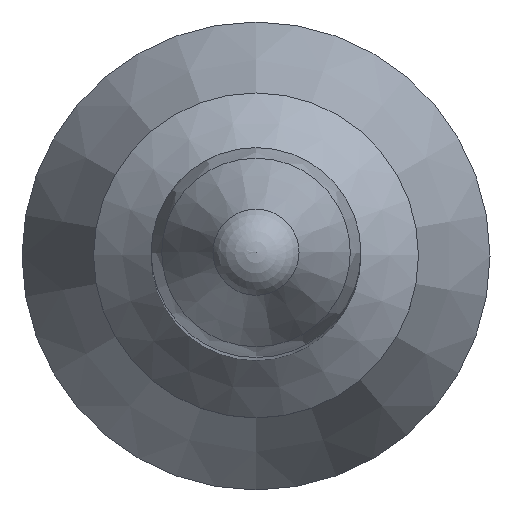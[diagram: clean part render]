
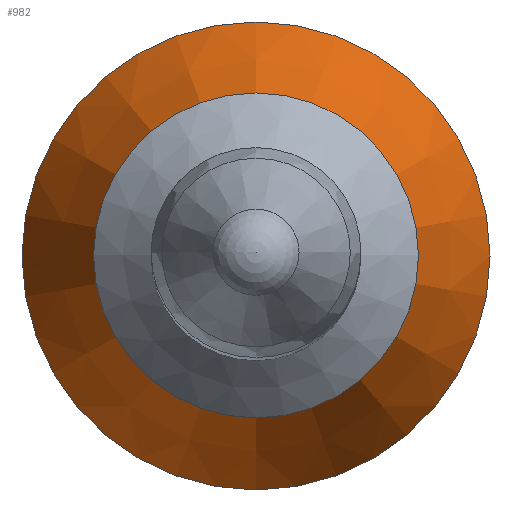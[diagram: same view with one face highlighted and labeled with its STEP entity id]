
A CAD part, top view. The second image highlights one B-rep face of the part: STEP entity #982.
In plain terms, the highlighted conical face has half-angle 24.513 degrees and reference radius 1.75 mm.
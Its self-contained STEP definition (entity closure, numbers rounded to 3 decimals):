
#888=CONICAL_SURFACE('',#3632,1.75,24.513);
#982=ADVANCED_FACE('',(#1184,#1185),#888,.T.);
#1184=FACE_BOUND('',#1256,.T.);
#1185=FACE_BOUND('',#1257,.T.);
#1256=EDGE_LOOP('',(#1476));
#1257=EDGE_LOOP('',(#1477));
#1476=ORIENTED_EDGE('',*,*,#2226,.T.);
#1477=ORIENTED_EDGE('',*,*,#2225,.F.);
#2028=VERTEX_POINT('',#5040);
#2029=VERTEX_POINT('',#5043);
#2225=EDGE_CURVE('',#2028,#2028,#2506,.T.);
#2226=EDGE_CURVE('',#2029,#2029,#2507,.T.);
#2506=CIRCLE('',#3629,1.75);
#2507=CIRCLE('',#3631,0.9);
#3629=AXIS2_PLACEMENT_3D('',#5039,#4037,#4038);
#3631=AXIS2_PLACEMENT_3D('',#5042,#4041,#4042);
#3632=AXIS2_PLACEMENT_3D('',#5044,#4043,#4044);
#4037=DIRECTION('',(0.,0.,-1.));
#4038=DIRECTION('',(0.,1.,0.));
#4041=DIRECTION('',(0.,0.,-1.));
#4042=DIRECTION('',(0.,1.,0.));
#4043=DIRECTION('',(0.,0.,-1.));
#4044=DIRECTION('',(0.,1.,0.));
#5039=CARTESIAN_POINT('',(0.,0.,0.));
#5040=CARTESIAN_POINT('',(0.,1.75,0.));
#5042=CARTESIAN_POINT('',(0.,0.,1.864));
#5043=CARTESIAN_POINT('',(0.,0.9,1.864));
#5044=CARTESIAN_POINT('',(0.,0.,0.));
